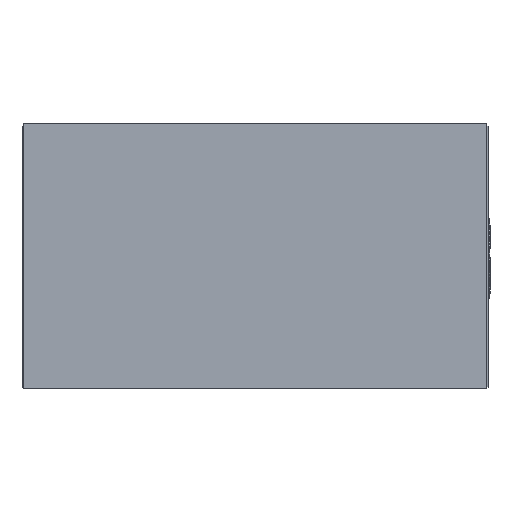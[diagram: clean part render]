
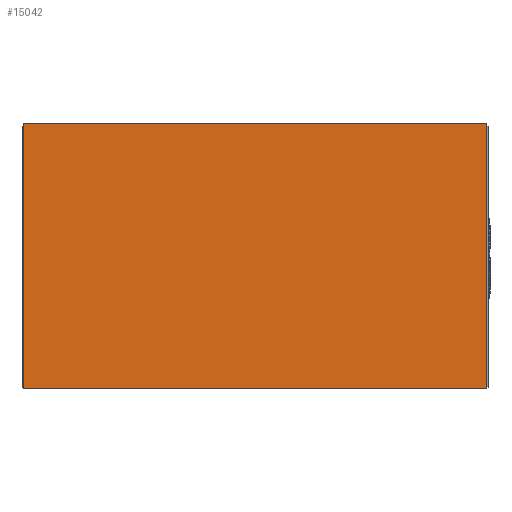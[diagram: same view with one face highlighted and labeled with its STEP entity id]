
A CAD part, left-side view. The second image highlights one B-rep face of the part: STEP entity #15042.
In plain terms, the highlighted planar face has unit normal (-1, 0, 0).
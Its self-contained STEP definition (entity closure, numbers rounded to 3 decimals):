
#145 = VECTOR ( 'NONE', #11518, 1000. ) ;
#791 = ORIENTED_EDGE ( 'NONE', *, *, #18492, .F. ) ;
#1320 = DIRECTION ( 'NONE',  ( 0., -1., 0. ) ) ;
#1688 = CARTESIAN_POINT ( 'NONE',  ( -5.15, 1.49, -0.01 ) ) ;
#2272 = CARTESIAN_POINT ( 'NONE',  ( -5.15, -1.49, -0.01 ) ) ;
#2625 = CARTESIAN_POINT ( 'NONE',  ( -5.15, 1.49, 1.7 ) ) ;
#2803 = ORIENTED_EDGE ( 'NONE', *, *, #18847, .T. ) ;
#2839 = DIRECTION ( 'NONE',  ( 0., -1., 0. ) ) ;
#3073 = VECTOR ( 'NONE', #2839, 1000. ) ;
#3094 = ORIENTED_EDGE ( 'NONE', *, *, #10975, .F. ) ;
#3297 = LINE ( 'NONE', #12145, #6166 ) ;
#3576 = VERTEX_POINT ( 'NONE', #2625 ) ;
#5489 = DIRECTION ( 'NONE',  ( 0., 0., 1. ) ) ;
#6166 = VECTOR ( 'NONE', #17047, 1000. ) ;
#7109 = CARTESIAN_POINT ( 'NONE',  ( -5.15, 1.49, 1.7 ) ) ;
#8028 = EDGE_LOOP ( 'NONE', ( #13033, #3094, #791, #2803 ) ) ;
#8775 = LINE ( 'NONE', #7109, #3073 ) ;
#10088 = CARTESIAN_POINT ( 'NONE',  ( -5.15, 1.49, -0.01 ) ) ;
#10535 = CARTESIAN_POINT ( 'NONE',  ( -5.15, 1.49, -0.01 ) ) ;
#10918 = VERTEX_POINT ( 'NONE', #2272 ) ;
#10975 = EDGE_CURVE ( 'NONE', #3576, #18422, #8775, .T. ) ;
#11518 = DIRECTION ( 'NONE',  ( 0., 0., 1. ) ) ;
#11685 = LINE ( 'NONE', #10535, #18505 ) ;
#11855 = VERTEX_POINT ( 'NONE', #1688 ) ;
#12145 = CARTESIAN_POINT ( 'NONE',  ( -5.15, -1.49, -0.01 ) ) ;
#12303 = CARTESIAN_POINT ( 'NONE',  ( -5.15, -1.49, 1.7 ) ) ;
#12709 = LINE ( 'NONE', #10088, #145 ) ;
#12830 = EDGE_CURVE ( 'NONE', #10918, #18422, #3297, .T. ) ;
#13033 = ORIENTED_EDGE ( 'NONE', *, *, #12830, .T. ) ;
#15042 = ADVANCED_FACE ( 'NONE', ( #18671 ), #17219, .T. ) ;
#15851 = DIRECTION ( 'NONE',  ( -1., 0., 0. ) ) ;
#16139 = CARTESIAN_POINT ( 'NONE',  ( -5.15, 1.49, -0.01 ) ) ;
#17047 = DIRECTION ( 'NONE',  ( 0., 0., 1. ) ) ;
#17219 = PLANE ( 'NONE',  #17398 ) ;
#17398 = AXIS2_PLACEMENT_3D ( 'NONE', #16139, #15851, #5489 ) ;
#18422 = VERTEX_POINT ( 'NONE', #12303 ) ;
#18492 = EDGE_CURVE ( 'NONE', #11855, #3576, #12709, .T. ) ;
#18505 = VECTOR ( 'NONE', #1320, 1000. ) ;
#18671 = FACE_OUTER_BOUND ( 'NONE', #8028, .T. ) ;
#18847 = EDGE_CURVE ( 'NONE', #11855, #10918, #11685, .T. ) ;
